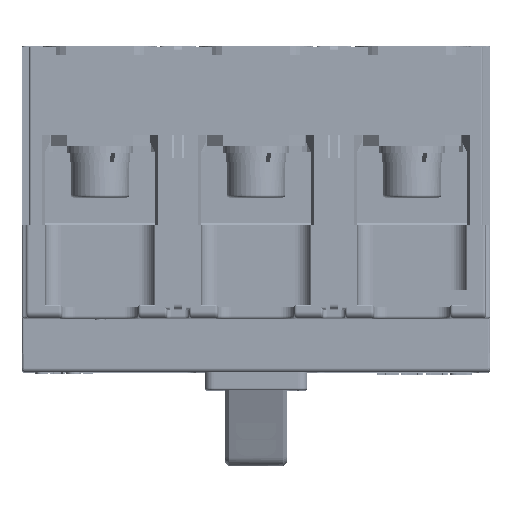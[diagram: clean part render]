
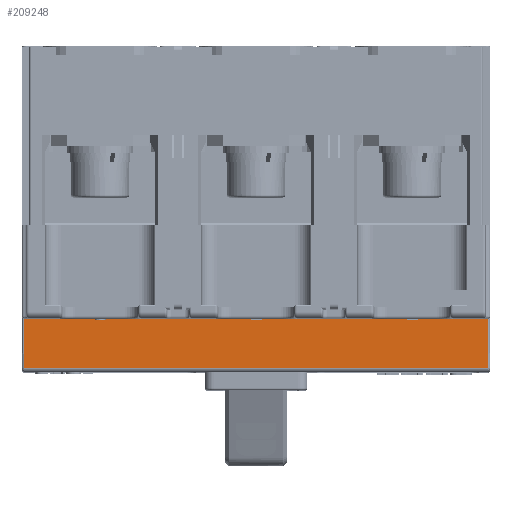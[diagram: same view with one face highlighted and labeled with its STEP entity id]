
A CAD part, top view. The second image highlights one B-rep face of the part: STEP entity #209248.
In plain terms, the highlighted face is planar.
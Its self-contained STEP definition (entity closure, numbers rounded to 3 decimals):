
#78907=DIRECTION('',(0.,-1.,0.));
#78908=VECTOR('',#78907,104.);
#78909=CARTESIAN_POINT('',(134.599,104.5,
-23.56));
#78910=LINE('',#78909,#78908);
#99890=DIRECTION('',(0.,-1.,0.));
#99891=VECTOR('',#99890,104.);
#99892=CARTESIAN_POINT('',(134.618,104.5,
-34.56));
#99893=LINE('',#99892,#99891);
#118975=DIRECTION('',(-0.002,0.,
1.));
#118976=VECTOR('',#118975,11.);
#118977=CARTESIAN_POINT('',(134.618,0.5,
-34.56));
#118978=LINE('',#118977,#118976);
#119000=DIRECTION('',(0.002,0.,-1.));
#119001=VECTOR('',#119000,11.);
#119002=CARTESIAN_POINT('',(134.599,104.5,
-23.56));
#119003=LINE('',#119002,#119001);
#144361=CARTESIAN_POINT('',(134.599,104.5,
-23.56));
#144363=VERTEX_POINT('',#144361);
#144365=CARTESIAN_POINT('',(134.618,104.5,
-34.56));
#144366=VERTEX_POINT('',#144365);
#144367=CARTESIAN_POINT('',(134.618,0.5,
-34.56));
#144368=VERTEX_POINT('',#144367);
#145450=CARTESIAN_POINT('',(134.599,0.5,
-23.56));
#145451=VERTEX_POINT('',#145450);
#209236=CARTESIAN_POINT('',(134.592,140.,
-19.56));
#209237=DIRECTION('',(-1.,0.,
-0.002));
#209238=DIRECTION('',(0.,1.,0.));
#209239=AXIS2_PLACEMENT_3D('',#209236,#209237,#209238);
#209240=PLANE('',#209239);
#209241=ORIENTED_EDGE('',*,*,#155377,.F.);
#209243=ORIENTED_EDGE('',*,*,#209242,.T.);
#209244=ORIENTED_EDGE('',*,*,#180051,.T.);
#209245=ORIENTED_EDGE('',*,*,#209215,.T.);
#209246=EDGE_LOOP('',(#209241,#209243,#209244,#209245));
#209247=FACE_OUTER_BOUND('',#209246,.F.);
#209248=ADVANCED_FACE('',(#209247),#209240,.F.);
#155377=EDGE_CURVE('',#144363,#145451,#78910,.T.);
#180051=EDGE_CURVE('',#144366,#144368,#99893,.T.);
#209215=EDGE_CURVE('',#144368,#145451,#118978,.T.);
#209242=EDGE_CURVE('',#144363,#144366,#119003,.T.);
